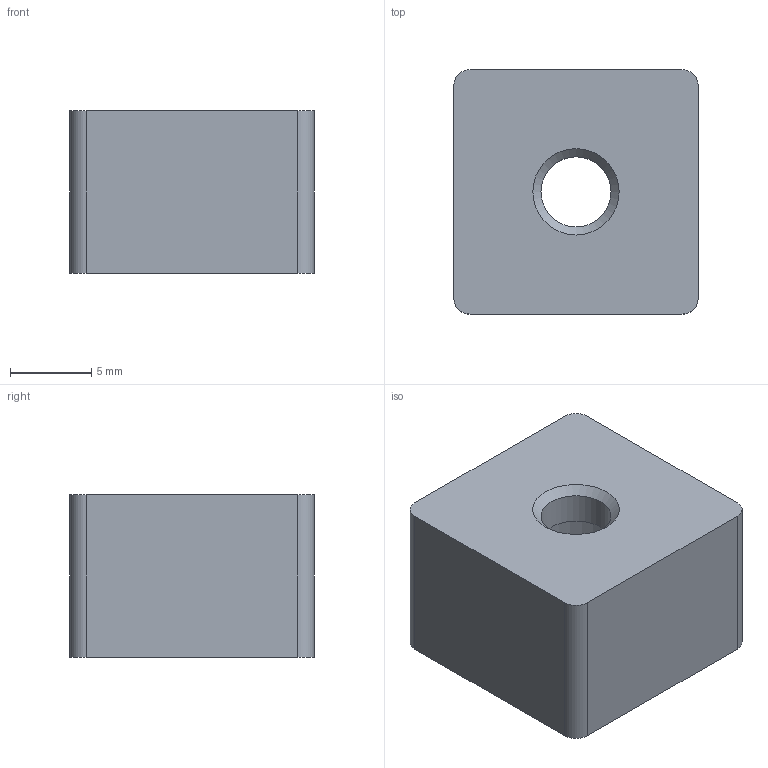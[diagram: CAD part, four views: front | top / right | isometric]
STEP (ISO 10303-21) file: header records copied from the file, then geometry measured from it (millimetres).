
FILE_DESCRIPTION(('FreeCAD Model'),'2;1');
FILE_NAME('Open CASCADE Shape Model','2025-01-13T16:29:50',(''),(''), 'Open CASCADE STEP processor 7.8','FreeCAD','Unknown');
FILE_SCHEMA(('AUTOMOTIVE_DESIGN { 1 0 10303 214 1 1 1 1 }'));
Length unit declared in the file: millimetre
Products named in the file (1): Body
Bounding box: 15 x 15 x 10 mm (x, y, z)
Volume: 1906.6 mm3; surface area: 1205.8 mm2
Topology: 1 solids, 1 shells, 19 faces, 41 edges, 26 vertices
Faces by surface type: plane 8, cylinder 7, cone 4
Full cylindrical faces by diameter (mm): 4.3 x1, 6.5 x1, 8 x1
Entity records: 1110 total; most frequent: CARTESIAN_POINT 229, DIRECTION 171, LINE 91, VECTOR 91, ORIENTED_EDGE 82, PCURVE 82, DEFINITIONAL_REPRESENTATION 82, EDGE_CURVE 41
